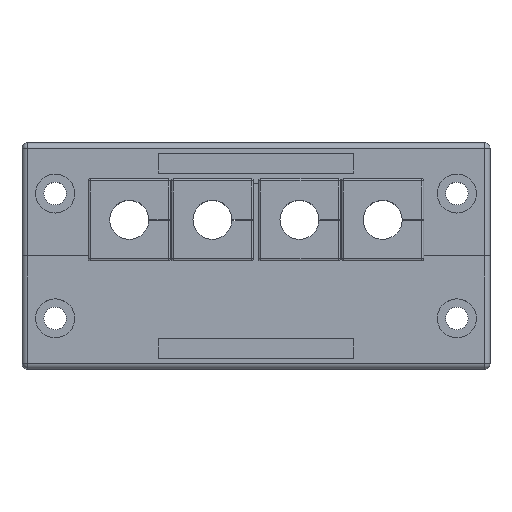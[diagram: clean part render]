
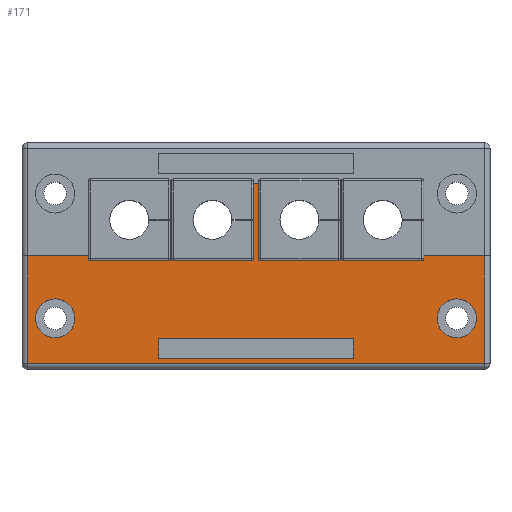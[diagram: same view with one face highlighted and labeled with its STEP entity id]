
A CAD part, top view. The second image highlights one B-rep face of the part: STEP entity #171.
In plain terms, the highlighted planar face has unit normal (0, 0, 1).
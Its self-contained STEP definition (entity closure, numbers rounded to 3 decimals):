
#171=ADVANCED_FACE('NONE',(#556,#557,#558,#559),#560,.T.);
#556=FACE_OUTER_BOUND('',#1222,.T.);
#557=FACE_BOUND('',#1223,.T.);
#558=FACE_BOUND('',#1224,.T.);
#559=FACE_BOUND('',#1225,.T.);
#560=PLANE('',#1226);
#1222=EDGE_LOOP('',(#2180,#2181,#2182,#2183,#2184,#2185,#2186,#2187,#2188,#2189,#2190,#2191,#2192,#2193,#2194,#2195));
#1223=EDGE_LOOP('',(#2196,#2197,#2198,#2199));
#1224=EDGE_LOOP('',(#2200,#2201));
#1225=EDGE_LOOP('',(#2202,#2203));
#1226=AXIS2_PLACEMENT_3D('',#2204,#2205,#2206);
#2180=ORIENTED_EDGE('',*,*,#4342,.F.);
#2181=ORIENTED_EDGE('',*,*,#4343,.T.);
#2182=ORIENTED_EDGE('',*,*,#4344,.T.);
#2183=ORIENTED_EDGE('',*,*,#4345,.T.);
#2184=ORIENTED_EDGE('',*,*,#4346,.T.);
#2185=ORIENTED_EDGE('',*,*,#4347,.T.);
#2186=ORIENTED_EDGE('',*,*,#4348,.T.);
#2187=ORIENTED_EDGE('',*,*,#4349,.T.);
#2188=ORIENTED_EDGE('',*,*,#4350,.T.);
#2189=ORIENTED_EDGE('',*,*,#4351,.T.);
#2190=ORIENTED_EDGE('',*,*,#4352,.T.);
#2191=ORIENTED_EDGE('',*,*,#4353,.T.);
#2192=ORIENTED_EDGE('',*,*,#4354,.F.);
#2193=ORIENTED_EDGE('',*,*,#4355,.T.);
#2194=ORIENTED_EDGE('',*,*,#4356,.T.);
#2195=ORIENTED_EDGE('',*,*,#4357,.T.);
#2196=ORIENTED_EDGE('',*,*,#4358,.F.);
#2197=ORIENTED_EDGE('',*,*,#4359,.F.);
#2198=ORIENTED_EDGE('',*,*,#4360,.F.);
#2199=ORIENTED_EDGE('',*,*,#4361,.F.);
#2200=ORIENTED_EDGE('',*,*,#4362,.F.);
#2201=ORIENTED_EDGE('',*,*,#4292,.F.);
#2202=ORIENTED_EDGE('',*,*,#4363,.F.);
#2203=ORIENTED_EDGE('',*,*,#4300,.F.);
#2204=CARTESIAN_POINT('',(0.0,0.0,8.5));
#2205=DIRECTION('',(-0.0,0.0,1.0));
#2206=DIRECTION('',(1.0,0.0,0.0));
#4292=EDGE_CURVE('NONE',#5095,#5097,#5098,.T.);
#4300=EDGE_CURVE('NONE',#5111,#5113,#5114,.T.);
#4342=EDGE_CURVE('NONE',#5192,#5193,#5194,.T.);
#4343=EDGE_CURVE('NONE',#5192,#5195,#5196,.T.);
#4344=EDGE_CURVE('NONE',#5195,#5197,#5198,.T.);
#4345=EDGE_CURVE('NONE',#5197,#5199,#5200,.T.);
#4346=EDGE_CURVE('NONE',#5199,#5201,#5202,.T.);
#4347=EDGE_CURVE('NONE',#5201,#5203,#5204,.T.);
#4348=EDGE_CURVE('NONE',#5203,#5205,#5206,.T.);
#4349=EDGE_CURVE('NONE',#5205,#5207,#5208,.T.);
#4350=EDGE_CURVE('NONE',#5207,#5209,#5210,.T.);
#4351=EDGE_CURVE('NONE',#5209,#5211,#5212,.T.);
#4352=EDGE_CURVE('NONE',#5211,#5213,#5214,.T.);
#4353=EDGE_CURVE('NONE',#5213,#5215,#5216,.T.);
#4354=EDGE_CURVE('NONE',#5217,#5215,#5218,.T.);
#4355=EDGE_CURVE('NONE',#5217,#5219,#5220,.T.);
#4356=EDGE_CURVE('NONE',#5219,#5221,#5222,.T.);
#4357=EDGE_CURVE('NONE',#5221,#5193,#5223,.T.);
#4358=EDGE_CURVE('NONE',#5224,#5225,#5226,.T.);
#4359=EDGE_CURVE('NONE',#5227,#5224,#5228,.T.);
#4360=EDGE_CURVE('NONE',#5229,#5227,#5230,.T.);
#4361=EDGE_CURVE('NONE',#5225,#5229,#5231,.T.);
#4362=EDGE_CURVE('NONE',#5097,#5095,#5232,.T.);
#4363=EDGE_CURVE('NONE',#5113,#5111,#5233,.T.);
#5095=VERTEX_POINT('NONE',#6346);
#5097=VERTEX_POINT('NONE',#6349);
#5098=CIRCLE('',#6350,5.0);
#5111=VERTEX_POINT('NONE',#6366);
#5113=VERTEX_POINT('NONE',#6369);
#5114=CIRCLE('',#6370,5.0);
#5192=VERTEX_POINT('NONE',#6479);
#5193=VERTEX_POINT('NONE',#6480);
#5194=LINE('',#6481,#6482);
#5195=VERTEX_POINT('NONE',#6483);
#5196=LINE('',#6484,#6485);
#5197=VERTEX_POINT('NONE',#6486);
#5198=LINE('',#6487,#6488);
#5199=VERTEX_POINT('NONE',#6489);
#5200=LINE('',#6490,#6491);
#5201=VERTEX_POINT('NONE',#6492);
#5202=LINE('',#6493,#6494);
#5203=VERTEX_POINT('NONE',#6495);
#5204=LINE('',#6496,#6497);
#5205=VERTEX_POINT('NONE',#6498);
#5206=LINE('',#6499,#6500);
#5207=VERTEX_POINT('NONE',#6501);
#5208=LINE('',#6502,#6503);
#5209=VERTEX_POINT('NONE',#6504);
#5210=LINE('',#6505,#6506);
#5211=VERTEX_POINT('NONE',#6507);
#5212=LINE('',#6508,#6509);
#5213=VERTEX_POINT('NONE',#6510);
#5214=LINE('',#6511,#6512);
#5215=VERTEX_POINT('NONE',#6513);
#5216=LINE('',#6514,#6515);
#5217=VERTEX_POINT('NONE',#6516);
#5218=LINE('',#6517,#6518);
#5219=VERTEX_POINT('NONE',#6519);
#5220=LINE('',#6520,#6521);
#5221=VERTEX_POINT('NONE',#6522);
#5222=LINE('',#6523,#6524);
#5223=LINE('',#6525,#6526);
#5224=VERTEX_POINT('NONE',#6527);
#5225=VERTEX_POINT('NONE',#6528);
#5226=LINE('',#6529,#6530);
#5227=VERTEX_POINT('NONE',#6531);
#5228=LINE('',#6532,#6533);
#5229=VERTEX_POINT('NONE',#6534);
#5230=LINE('',#6535,#6536);
#5231=LINE('',#6537,#6538);
#5232=CIRCLE('',#6539,5.0);
#5233=CIRCLE('',#6540,5.0);
#6346=CARTESIAN_POINT('',(-56.5,-16.0,8.5));
#6349=CARTESIAN_POINT('',(-46.5,-16.0,8.5));
#6350=AXIS2_PLACEMENT_3D('',#8230,#8231,#8232);
#6366=CARTESIAN_POINT('',(46.5,-16.0,8.5));
#6369=CARTESIAN_POINT('',(56.5,-16.0,8.5));
#6370=AXIS2_PLACEMENT_3D('',#8246,#8247,#8248);
#6479=CARTESIAN_POINT('',(23.81,-0.005,8.5));
#6480=CARTESIAN_POINT('',(58.5,-0.005,8.5));
#6481=CARTESIAN_POINT('',(-60.0,-0.005,8.5));
#6482=VECTOR('',#8310,1000.0);
#6483=CARTESIAN_POINT('',(23.81,18.5,8.5));
#6484=CARTESIAN_POINT('',(23.81,18.5,8.5));
#6485=VECTOR('',#8311,1000.0);
#6486=CARTESIAN_POINT('',(19.81,18.5,8.5));
#6487=CARTESIAN_POINT('',(19.81,18.5,8.5));
#6488=VECTOR('',#8312,1000.0);
#6489=CARTESIAN_POINT('',(19.81,-0.005,8.5));
#6490=CARTESIAN_POINT('',(19.81,18.5,8.5));
#6491=VECTOR('',#8313,1000.0);
#6492=CARTESIAN_POINT('',(2.49,-0.005,8.5));
#6493=CARTESIAN_POINT('',(-41.15,-0.005,8.5));
#6494=VECTOR('',#8314,1000.0);
#6495=CARTESIAN_POINT('',(2.49,18.5,8.5));
#6496=CARTESIAN_POINT('',(2.49,18.5,8.5));
#6497=VECTOR('',#8315,1000.0);
#6498=CARTESIAN_POINT('',(-2.51,18.5,8.5));
#6499=CARTESIAN_POINT('',(-2.51,18.5,8.5));
#6500=VECTOR('',#8316,1000.0);
#6501=CARTESIAN_POINT('',(-2.51,-0.005,8.5));
#6502=CARTESIAN_POINT('',(-2.51,18.5,8.5));
#6503=VECTOR('',#8317,1000.0);
#6504=CARTESIAN_POINT('',(-19.83,-0.005,8.5));
#6505=CARTESIAN_POINT('',(-41.15,-0.005,8.5));
#6506=VECTOR('',#8318,1000.0);
#6507=CARTESIAN_POINT('',(-19.83,18.5,8.5));
#6508=CARTESIAN_POINT('',(-19.83,18.5,8.5));
#6509=VECTOR('',#8319,1000.0);
#6510=CARTESIAN_POINT('',(-23.83,18.5,8.5));
#6511=CARTESIAN_POINT('',(-23.83,18.5,8.5));
#6512=VECTOR('',#8320,1000.0);
#6513=CARTESIAN_POINT('',(-23.83,-0.005,8.5));
#6514=CARTESIAN_POINT('',(-23.83,18.5,8.5));
#6515=VECTOR('',#8321,1000.0);
#6516=CARTESIAN_POINT('',(-58.5,-0.005,8.5));
#6517=CARTESIAN_POINT('',(-60.0,-0.005,8.5));
#6518=VECTOR('',#8322,1000.0);
#6519=CARTESIAN_POINT('',(-58.5,-27.5,8.5));
#6520=CARTESIAN_POINT('',(-58.5,-29.0,8.5));
#6521=VECTOR('',#8323,1000.0);
#6522=CARTESIAN_POINT('',(58.5,-27.5,8.5));
#6523=CARTESIAN_POINT('',(60.0,-27.5,8.5));
#6524=VECTOR('',#8324,1000.0);
#6525=CARTESIAN_POINT('',(58.5,29.0,8.5));
#6526=VECTOR('',#8325,1000.0);
#6527=CARTESIAN_POINT('',(-25.0,-21.25,8.5));
#6528=CARTESIAN_POINT('',(-25.0,-26.25,8.5));
#6529=CARTESIAN_POINT('',(-25.0,-21.25,8.5));
#6530=VECTOR('',#8326,1000.0);
#6531=CARTESIAN_POINT('',(25.0,-21.25,8.5));
#6532=CARTESIAN_POINT('',(-25.0,-21.25,8.5));
#6533=VECTOR('',#8327,1000.0);
#6534=CARTESIAN_POINT('',(25.0,-26.25,8.5));
#6535=CARTESIAN_POINT('',(25.0,-21.25,8.5));
#6536=VECTOR('',#8328,1000.0);
#6537=CARTESIAN_POINT('',(-25.0,-26.25,8.5));
#6538=VECTOR('',#8329,1000.0);
#6539=AXIS2_PLACEMENT_3D('',#8330,#8331,#8332);
#6540=AXIS2_PLACEMENT_3D('',#8333,#8334,#8335);
#8230=CARTESIAN_POINT('',(-51.5,-16.0,8.5));
#8231=DIRECTION('',(0.0,-0.0,1.0));
#8232=DIRECTION('',(1.0,0.0,0.0));
#8246=CARTESIAN_POINT('',(51.5,-16.0,8.5));
#8247=DIRECTION('',(0.0,-0.0,1.0));
#8248=DIRECTION('',(1.0,0.0,0.0));
#8310=DIRECTION('',(1.0,0.0,0.0));
#8311=DIRECTION('',(-0.0,1.0,-0.0));
#8312=DIRECTION('',(-1.0,-0.0,-0.0));
#8313=DIRECTION('',(0.,-1.0,0.0));
#8314=DIRECTION('',(-1.0,-0.0,-0.0));
#8315=DIRECTION('',(0.,1.0,-0.0));
#8316=DIRECTION('',(-1.0,-0.0,-0.0));
#8317=DIRECTION('',(0.,-1.0,0.0));
#8318=DIRECTION('',(-1.0,-0.0,-0.0));
#8319=DIRECTION('',(0.,1.0,-0.0));
#8320=DIRECTION('',(-1.0,-0.0,-0.0));
#8321=DIRECTION('',(0.0,-1.0,0.0));
#8322=DIRECTION('',(1.0,0.0,0.0));
#8323=DIRECTION('',(0.,-1.0,0.0));
#8324=DIRECTION('',(1.0,-0.0,0.0));
#8325=DIRECTION('',(0.,1.0,-0.0));
#8326=DIRECTION('',(0.0,-1.0,0.0));
#8327=DIRECTION('',(-1.0,-0.0,-0.0));
#8328=DIRECTION('',(0.,1.0,-0.0));
#8329=DIRECTION('',(1.0,0.0,0.0));
#8330=CARTESIAN_POINT('',(-51.5,-16.0,8.5));
#8331=DIRECTION('',(0.0,-0.0,1.0));
#8332=DIRECTION('',(1.0,0.0,0.0));
#8333=CARTESIAN_POINT('',(51.5,-16.0,8.5));
#8334=DIRECTION('',(0.0,-0.0,1.0));
#8335=DIRECTION('',(1.0,0.0,0.0));
